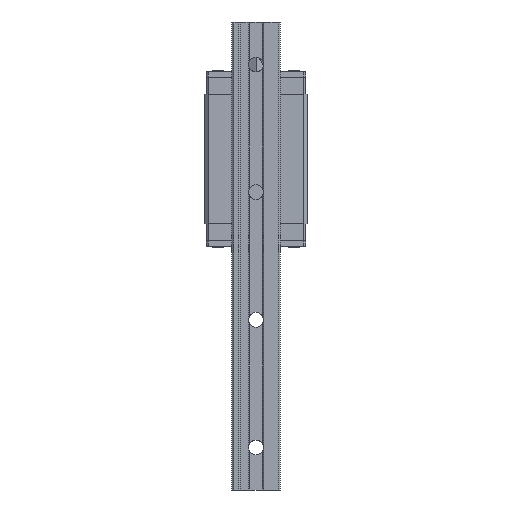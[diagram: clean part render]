
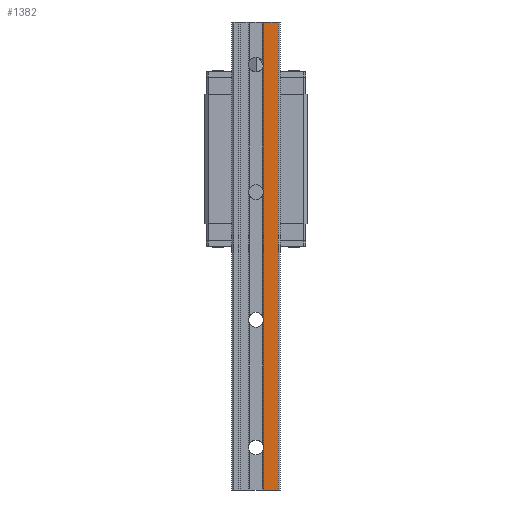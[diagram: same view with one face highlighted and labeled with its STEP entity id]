
A CAD part, front view. The second image highlights one B-rep face of the part: STEP entity #1382.
In plain terms, the highlighted planar face has unit normal (0, -1, 0).
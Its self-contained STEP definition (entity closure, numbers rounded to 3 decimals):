
#414 = CARTESIAN_POINT ( 'NONE',  ( 3.7, -20., 0. ) ) ;
#540 = CARTESIAN_POINT ( 'NONE',  ( 10.4, -20., -220. ) ) ;
#723 = AXIS2_PLACEMENT_3D ( 'NONE', #4739, #5455, #1257 ) ;
#908 = VERTEX_POINT ( 'NONE', #6278 ) ;
#999 = EDGE_CURVE ( 'NONE', #908, #1683, #3599, .T. ) ;
#1020 = VECTOR ( 'NONE', #1828, 1000. ) ;
#1167 = CARTESIAN_POINT ( 'NONE',  ( 10.4, -20., -220. ) ) ;
#1257 = DIRECTION ( 'NONE',  ( 0., 0., -1. ) ) ;
#1382 = ADVANCED_FACE ( 'NONE', ( #2392 ), #8984, .T. ) ;
#1498 = CARTESIAN_POINT ( 'NONE',  ( 10.4, -20., 0. ) ) ;
#1598 = VECTOR ( 'NONE', #8268, 1000. ) ;
#1683 = VERTEX_POINT ( 'NONE', #2414 ) ;
#1737 = VECTOR ( 'NONE', #2887, 1000. ) ;
#1828 = DIRECTION ( 'NONE',  ( 1., 0., 0. ) ) ;
#1989 = ORIENTED_EDGE ( 'NONE', *, *, #8252, .T. ) ;
#2281 = ORIENTED_EDGE ( 'NONE', *, *, #3349, .F. ) ;
#2392 = FACE_OUTER_BOUND ( 'NONE', #6858, .T. ) ;
#2414 = CARTESIAN_POINT ( 'NONE',  ( 3.7, -20., 0. ) ) ;
#2887 = DIRECTION ( 'NONE',  ( 0., 0., 1. ) ) ;
#3349 = EDGE_CURVE ( 'NONE', #1683, #4754, #8288, .T. ) ;
#3599 = LINE ( 'NONE', #8505, #1737 ) ;
#4588 = ORIENTED_EDGE ( 'NONE', *, *, #999, .F. ) ;
#4739 = CARTESIAN_POINT ( 'NONE',  ( 3.7, -20., -220. ) ) ;
#4754 = VERTEX_POINT ( 'NONE', #1498 ) ;
#5247 = CARTESIAN_POINT ( 'NONE',  ( 3.7, -20., -220. ) ) ;
#5455 = DIRECTION ( 'NONE',  ( 0., -1., 0. ) ) ;
#6062 = LINE ( 'NONE', #5247, #7968 ) ;
#6278 = CARTESIAN_POINT ( 'NONE',  ( 3.7, -20., -220. ) ) ;
#6386 = VERTEX_POINT ( 'NONE', #1167 ) ;
#6421 = ORIENTED_EDGE ( 'NONE', *, *, #7121, .T. ) ;
#6858 = EDGE_LOOP ( 'NONE', ( #2281, #4588, #1989, #6421 ) ) ;
#7121 = EDGE_CURVE ( 'NONE', #6386, #4754, #8864, .T. ) ;
#7968 = VECTOR ( 'NONE', #8801, 1000. ) ;
#8252 = EDGE_CURVE ( 'NONE', #908, #6386, #6062, .T. ) ;
#8268 = DIRECTION ( 'NONE',  ( 0., 0., 1. ) ) ;
#8288 = LINE ( 'NONE', #414, #1020 ) ;
#8505 = CARTESIAN_POINT ( 'NONE',  ( 3.7, -20., -220. ) ) ;
#8801 = DIRECTION ( 'NONE',  ( 1., 0., 0. ) ) ;
#8864 = LINE ( 'NONE', #540, #1598 ) ;
#8984 = PLANE ( 'NONE',  #723 ) ;
